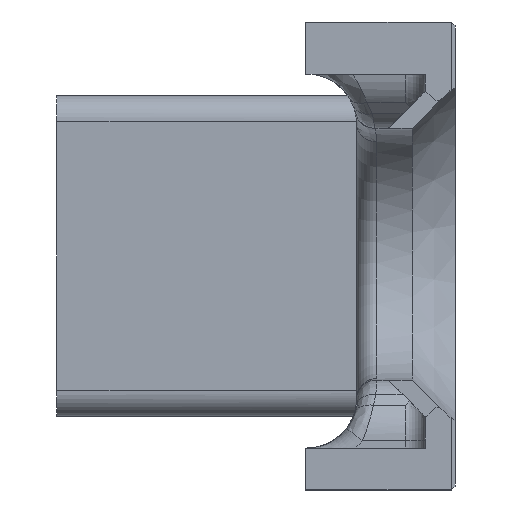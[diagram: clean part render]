
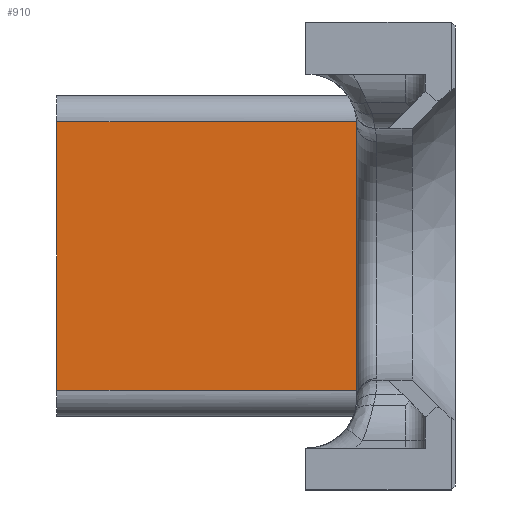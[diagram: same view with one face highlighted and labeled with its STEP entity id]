
A CAD part, left-side view. The second image highlights one B-rep face of the part: STEP entity #910.
In plain terms, the highlighted planar face has unit normal (-1, 0, 0).
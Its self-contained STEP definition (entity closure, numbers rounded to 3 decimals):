
#136 = VECTOR ( 'NONE', #2998, 1000. ) ;
#155 = CARTESIAN_POINT ( 'NONE',  ( -111.973, 33.839, 9.893 ) ) ;
#348 = CARTESIAN_POINT ( 'NONE',  ( -111.973, 9.606, 40. ) ) ;
#418 = VERTEX_POINT ( 'NONE', #7232 ) ;
#439 = VERTEX_POINT ( 'NONE', #155 ) ;
#541 = VECTOR ( 'NONE', #10304, 1000. ) ;
#565 = LINE ( 'NONE', #650, #6055 ) ;
#650 = CARTESIAN_POINT ( 'NONE',  ( -111.973, -0.4, 9.082 ) ) ;
#667 = CARTESIAN_POINT ( 'NONE',  ( -111.973, 33.839, 9.082 ) ) ;
#814 = DIRECTION ( 'NONE',  ( 0., 1., 0. ) ) ;
#830 = CARTESIAN_POINT ( 'NONE',  ( -111.973, 30.375, 9.893 ) ) ;
#910 = ADVANCED_FACE ( 'NONE', ( #14446 ), #12248, .T. ) ;
#1132 = ORIENTED_EDGE ( 'NONE', *, *, #10787, .T. ) ;
#1565 = VECTOR ( 'NONE', #10385, 1000. ) ;
#1673 = EDGE_CURVE ( 'NONE', #418, #3758, #14850, .T. ) ;
#1776 = EDGE_CURVE ( 'NONE', #3758, #7355, #10770, .T. ) ;
#1939 = CARTESIAN_POINT ( 'NONE',  ( -111.973, -0.283, 9.893 ) ) ;
#2126 = VERTEX_POINT ( 'NONE', #2327 ) ;
#2162 = CARTESIAN_POINT ( 'NONE',  ( -111.973, 9.606, 9.082 ) ) ;
#2190 = VERTEX_POINT ( 'NONE', #830 ) ;
#2276 = ORIENTED_EDGE ( 'NONE', *, *, #7304, .F. ) ;
#2327 = CARTESIAN_POINT ( 'NONE',  ( -111.973, 12.361, 9.082 ) ) ;
#2348 = DIRECTION ( 'NONE',  ( 0., 1., 0. ) ) ;
#2596 = EDGE_CURVE ( 'NONE', #12114, #4095, #11819, .T. ) ;
#2741 = CARTESIAN_POINT ( 'NONE',  ( -111.973, 15.825, 9.082 ) ) ;
#2747 = DIRECTION ( 'NONE',  ( 0., -1., 0. ) ) ;
#2998 = DIRECTION ( 'NONE',  ( 0., 0., 1. ) ) ;
#3176 = CARTESIAN_POINT ( 'NONE',  ( -111.973, 9.606, 40. ) ) ;
#3359 = DIRECTION ( 'NONE',  ( 0., 0., -1. ) ) ;
#3758 = VERTEX_POINT ( 'NONE', #2741 ) ;
#3881 = VECTOR ( 'NONE', #3359, 1000. ) ;
#4095 = VERTEX_POINT ( 'NONE', #8843 ) ;
#4284 = EDGE_CURVE ( 'NONE', #6510, #2126, #565, .T. ) ;
#4573 = VECTOR ( 'NONE', #8248, 1000. ) ;
#5369 = VECTOR ( 'NONE', #2348, 1000. ) ;
#5521 = CARTESIAN_POINT ( 'NONE',  ( -111.973, 12.361, 9.893 ) ) ;
#5601 = EDGE_CURVE ( 'NONE', #9395, #6510, #8018, .T. ) ;
#5894 = EDGE_CURVE ( 'NONE', #418, #13718, #14763, .T. ) ;
#6055 = VECTOR ( 'NONE', #10182, 1000. ) ;
#6273 = ORIENTED_EDGE ( 'NONE', *, *, #10418, .F. ) ;
#6510 = VERTEX_POINT ( 'NONE', #2162 ) ;
#6761 = CARTESIAN_POINT ( 'NONE',  ( -111.973, 30.375, 48.606 ) ) ;
#7232 = CARTESIAN_POINT ( 'NONE',  ( -111.973, 15.825, 9.893 ) ) ;
#7304 = EDGE_CURVE ( 'NONE', #2126, #13718, #10312, .T. ) ;
#7355 = VERTEX_POINT ( 'NONE', #11795 ) ;
#7612 = CARTESIAN_POINT ( 'NONE',  ( -111.973, -0.283, 9.893 ) ) ;
#7651 = CARTESIAN_POINT ( 'NONE',  ( -111.973, 9.606, 40. ) ) ;
#7652 = ORIENTED_EDGE ( 'NONE', *, *, #12022, .T. ) ;
#7667 = LINE ( 'NONE', #348, #8368 ) ;
#7872 = CARTESIAN_POINT ( 'NONE',  ( -111.973, 12.361, 48.606 ) ) ;
#8018 = LINE ( 'NONE', #7651, #10108 ) ;
#8216 = CARTESIAN_POINT ( 'NONE',  ( -111.973, 36.594, 40. ) ) ;
#8248 = DIRECTION ( 'NONE',  ( 0., 0., -1. ) ) ;
#8368 = VECTOR ( 'NONE', #11214, 1000. ) ;
#8637 = DIRECTION ( 'NONE',  ( -1., 0., 0. ) ) ;
#8843 = CARTESIAN_POINT ( 'NONE',  ( -111.973, 36.594, 9.082 ) ) ;
#9395 = VERTEX_POINT ( 'NONE', #3176 ) ;
#9427 = LINE ( 'NONE', #12881, #3881 ) ;
#9617 = VECTOR ( 'NONE', #2747, 1000. ) ;
#10108 = VECTOR ( 'NONE', #14963, 1000. ) ;
#10182 = DIRECTION ( 'NONE',  ( 0., 1., 0. ) ) ;
#10304 = DIRECTION ( 'NONE',  ( 0., 0., -1. ) ) ;
#10312 = LINE ( 'NONE', #7872, #136 ) ;
#10385 = DIRECTION ( 'NONE',  ( 0., 0., 1. ) ) ;
#10406 = ORIENTED_EDGE ( 'NONE', *, *, #5894, .T. ) ;
#10418 = EDGE_CURVE ( 'NONE', #7355, #2190, #13998, .T. ) ;
#10439 = DIRECTION ( 'NONE',  ( 0., -1., 0. ) ) ;
#10462 = CARTESIAN_POINT ( 'NONE',  ( -111.973, -0.4, 9.082 ) ) ;
#10770 = LINE ( 'NONE', #10462, #5369 ) ;
#10787 = EDGE_CURVE ( 'NONE', #439, #2190, #14123, .T. ) ;
#11214 = DIRECTION ( 'NONE',  ( 0., 1., 0. ) ) ;
#11548 = EDGE_LOOP ( 'NONE', ( #11870, #14547, #7652, #12709, #13251, #12286, #1132, #6273, #14465, #12204, #10406, #2276 ) ) ;
#11732 = VECTOR ( 'NONE', #814, 1000. ) ;
#11795 = CARTESIAN_POINT ( 'NONE',  ( -111.973, 30.375, 9.082 ) ) ;
#11819 = LINE ( 'NONE', #13954, #11732 ) ;
#11870 = ORIENTED_EDGE ( 'NONE', *, *, #4284, .F. ) ;
#12022 = EDGE_CURVE ( 'NONE', #9395, #12156, #7667, .T. ) ;
#12081 = CARTESIAN_POINT ( 'NONE',  ( -111.973, 9.606, 40. ) ) ;
#12114 = VERTEX_POINT ( 'NONE', #667 ) ;
#12156 = VERTEX_POINT ( 'NONE', #8216 ) ;
#12204 = ORIENTED_EDGE ( 'NONE', *, *, #1673, .F. ) ;
#12248 = PLANE ( 'NONE',  #12291 ) ;
#12286 = ORIENTED_EDGE ( 'NONE', *, *, #12928, .F. ) ;
#12291 = AXIS2_PLACEMENT_3D ( 'NONE', #12081, #8637, #14518 ) ;
#12709 = ORIENTED_EDGE ( 'NONE', *, *, #15521, .T. ) ;
#12881 = CARTESIAN_POINT ( 'NONE',  ( -111.973, 33.839, 48.606 ) ) ;
#12928 = EDGE_CURVE ( 'NONE', #439, #12114, #9427, .T. ) ;
#13251 = ORIENTED_EDGE ( 'NONE', *, *, #2596, .F. ) ;
#13718 = VERTEX_POINT ( 'NONE', #5521 ) ;
#13954 = CARTESIAN_POINT ( 'NONE',  ( -111.973, -0.4, 9.082 ) ) ;
#13998 = LINE ( 'NONE', #6761, #1565 ) ;
#14123 = LINE ( 'NONE', #1939, #14898 ) ;
#14446 = FACE_OUTER_BOUND ( 'NONE', #11548, .T. ) ;
#14465 = ORIENTED_EDGE ( 'NONE', *, *, #1776, .F. ) ;
#14518 = DIRECTION ( 'NONE',  ( 0., 1., 0. ) ) ;
#14547 = ORIENTED_EDGE ( 'NONE', *, *, #5601, .F. ) ;
#14763 = LINE ( 'NONE', #7612, #9617 ) ;
#14850 = LINE ( 'NONE', #14935, #541 ) ;
#14898 = VECTOR ( 'NONE', #10439, 1000. ) ;
#14935 = CARTESIAN_POINT ( 'NONE',  ( -111.973, 15.825, 48.606 ) ) ;
#14963 = DIRECTION ( 'NONE',  ( 0., 0., -1. ) ) ;
#15027 = LINE ( 'NONE', #15100, #4573 ) ;
#15100 = CARTESIAN_POINT ( 'NONE',  ( -111.973, 36.594, 40. ) ) ;
#15521 = EDGE_CURVE ( 'NONE', #12156, #4095, #15027, .T. ) ;
